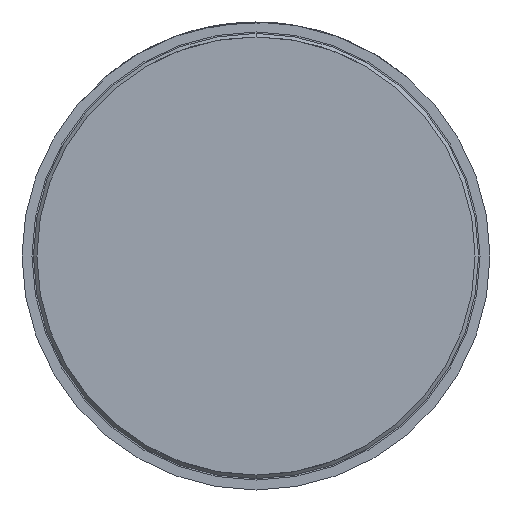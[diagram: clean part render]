
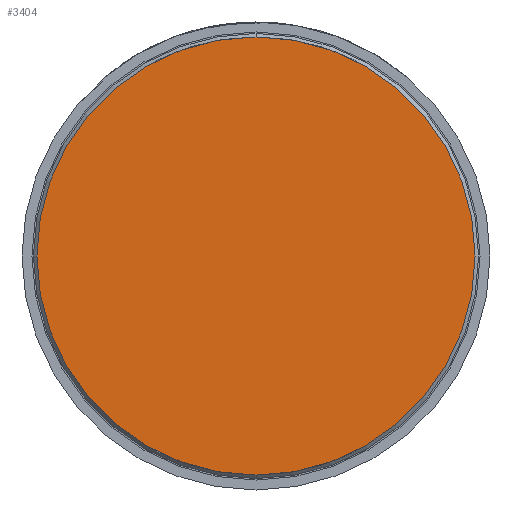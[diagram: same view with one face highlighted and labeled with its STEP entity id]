
A CAD part, front view. The second image highlights one B-rep face of the part: STEP entity #3404.
In plain terms, the highlighted planar face has unit normal (0, -1, 0).
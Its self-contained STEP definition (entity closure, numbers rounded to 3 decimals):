
#166 = PLANE ( 'NONE',  #4240 ) ;
#415 = CIRCLE ( 'NONE', #2844, 2.2 ) ;
#575 = CARTESIAN_POINT ( 'NONE',  ( 2.2, 0., 0. ) ) ;
#601 = AXIS2_PLACEMENT_3D ( 'NONE', #3489, #1674, #1684 ) ;
#830 = CARTESIAN_POINT ( 'NONE',  ( 0., 0., 1.9 ) ) ;
#1286 = CARTESIAN_POINT ( 'NONE',  ( -2.2, 0., 0. ) ) ;
#1329 = DIRECTION ( 'NONE',  ( 1., 0., 0. ) ) ;
#1674 = DIRECTION ( 'NONE',  ( 0., -1., 0. ) ) ;
#1684 = DIRECTION ( 'NONE',  ( 1., 0., 0. ) ) ;
#1695 = CIRCLE ( 'NONE', #601, 2.2 ) ;
#2156 = VERTEX_POINT ( 'NONE', #1286 ) ;
#2368 = CARTESIAN_POINT ( 'NONE',  ( 0., 0., 0. ) ) ;
#2410 = FACE_OUTER_BOUND ( 'NONE', #3408, .T. ) ;
#2844 = AXIS2_PLACEMENT_3D ( 'NONE', #2368, #3096, #1329 ) ;
#3096 = DIRECTION ( 'NONE',  ( 0., -1., 0. ) ) ;
#3404 = ADVANCED_FACE ( 'Defeature ausgef�hrt1_8', ( #2410 ), #166, .F. ) ;
#3408 = EDGE_LOOP ( 'NONE', ( #4255, #4436 ) ) ;
#3413 = DIRECTION ( 'NONE',  ( -1., 0., 0. ) ) ;
#3489 = CARTESIAN_POINT ( 'NONE',  ( 0., 0., 0. ) ) ;
#3598 = VERTEX_POINT ( 'NONE', #575 ) ;
#3987 = EDGE_CURVE ( 'Defeature ausgef�hrt1_8+Defeature ausgef�hrt1_15+Defeature ausgef�hrt1_15+Defeature ausgef�hrt1_15', #2156, #3598, #415, .T. ) ;
#4055 = EDGE_CURVE ( 'Defeature ausgef�hrt1_8+Defeature ausgef�hrt1_15+Defeature ausgef�hrt1_15+Defeature ausgef�hrt1_15', #3598, #2156, #1695, .T. ) ;
#4240 = AXIS2_PLACEMENT_3D ( 'NONE', #830, #4438, #3413 ) ;
#4255 = ORIENTED_EDGE ( 'NONE', *, *, #4055, .T. ) ;
#4436 = ORIENTED_EDGE ( 'NONE', *, *, #3987, .T. ) ;
#4438 = DIRECTION ( 'NONE',  ( 0., 1., 0. ) ) ;
